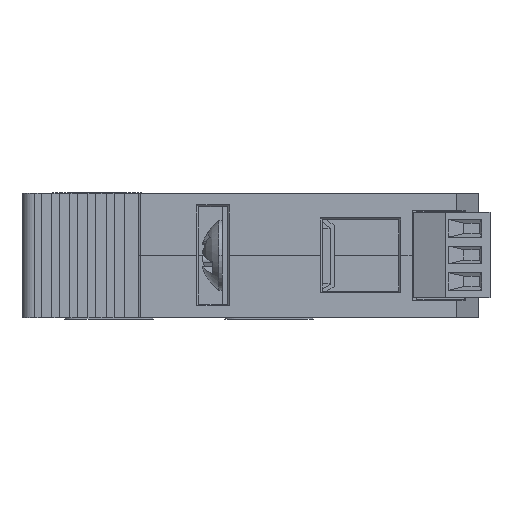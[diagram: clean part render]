
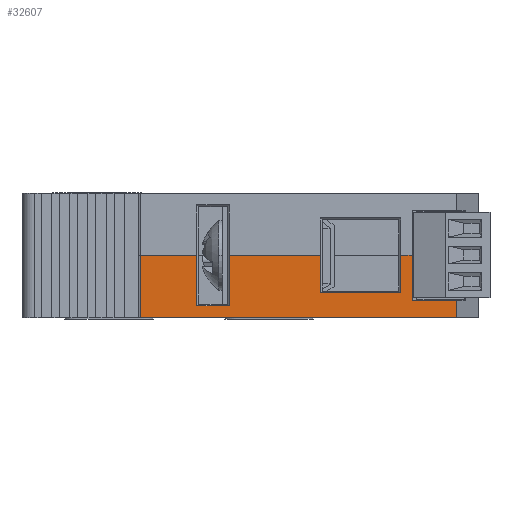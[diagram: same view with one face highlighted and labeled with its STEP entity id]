
A CAD part, left-side view. The second image highlights one B-rep face of the part: STEP entity #32607.
In plain terms, the highlighted planar face has unit normal (-1, 0, 0).
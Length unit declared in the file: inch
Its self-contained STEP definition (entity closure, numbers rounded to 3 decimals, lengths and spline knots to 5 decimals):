
#211 = VECTOR ( 'NONE', #89121, 39.37008 ) ;
#1493 = CARTESIAN_POINT ( 'NONE',  ( -1.76825, 0.6305, 0. ) ) ;
#2998 = VERTEX_POINT ( 'NONE', #1493 ) ;
#3046 = VECTOR ( 'NONE', #82587, 39.37008 ) ;
#5562 = DIRECTION ( 'NONE',  ( 0., 1., 0. ) ) ;
#5915 = VERTEX_POINT ( 'NONE', #85319 ) ;
#6427 = VERTEX_POINT ( 'NONE', #100758 ) ;
#6440 = CARTESIAN_POINT ( 'NONE',  ( -1.76825, 0.961, -0.28525 ) ) ;
#6720 = DIRECTION ( 'NONE',  ( 0., 0., 1. ) ) ;
#8163 = VERTEX_POINT ( 'NONE', #92890 ) ;
#9146 = VECTOR ( 'NONE', #21379, 39.37008 ) ;
#9456 = ORIENTED_EDGE ( 'NONE', *, *, #36427, .T. ) ;
#10348 = EDGE_CURVE ( 'NONE', #63565, #74077, #49731, .T. ) ;
#10423 = CARTESIAN_POINT ( 'NONE',  ( -1.76825, 0.4475, 0. ) ) ;
#14168 = PLANE ( 'NONE',  #56901 ) ;
#16940 = ORIENTED_EDGE ( 'NONE', *, *, #117901, .T. ) ;
#21379 = DIRECTION ( 'NONE',  ( 0., 0., -1. ) ) ;
#25086 = DIRECTION ( 'NONE',  ( 1., 0., 0. ) ) ;
#25516 = CARTESIAN_POINT ( 'NONE',  ( -1.76825, 0.961, 0.35075 ) ) ;
#26457 = CARTESIAN_POINT ( 'NONE',  ( -1.76825, -0.068, 0.35075 ) ) ;
#30768 = EDGE_CURVE ( 'NONE', #95200, #51270, #124617, .T. ) ;
#31312 = VECTOR ( 'NONE', #32309, 39.37008 ) ;
#31437 = VECTOR ( 'NONE', #6720, 39.37008 ) ;
#32309 = DIRECTION ( 'NONE',  ( 0., 0., -1. ) ) ;
#32569 = CARTESIAN_POINT ( 'NONE',  ( -1.76825, 0.951, -0.35075 ) ) ;
#32607 = ADVANCED_FACE ( 'NONE', ( #66682 ), #14168, .F. ) ;
#33514 = DIRECTION ( 'NONE',  ( 0., 0., -1. ) ) ;
#34147 = CARTESIAN_POINT ( 'NONE',  ( -1.76825, 0.951, 0. ) ) ;
#34944 = CARTESIAN_POINT ( 'NONE',  ( -1.76825, 0.6305, 0.35075 ) ) ;
#35582 = LINE ( 'NONE', #46764, #68649 ) ;
#35848 = LINE ( 'NONE', #43400, #113228 ) ;
#36427 = EDGE_CURVE ( 'NONE', #8163, #2998, #70802, .T. ) ;
#39618 = CARTESIAN_POINT ( 'NONE',  ( -1.76825, 0.961, 0. ) ) ;
#39619 = DIRECTION ( 'NONE',  ( 0., -1., 0. ) ) ;
#41152 = VECTOR ( 'NONE', #5562, 39.37008 ) ;
#42745 = CARTESIAN_POINT ( 'NONE',  ( -1.76825, 0.4475, 0.35075 ) ) ;
#43282 = ORIENTED_EDGE ( 'NONE', *, *, #80066, .T. ) ;
#43400 = CARTESIAN_POINT ( 'NONE',  ( -1.76825, -0.586, -0.25225 ) ) ;
#45598 = VECTOR ( 'NONE', #33514, 39.37008 ) ;
#45966 = ORIENTED_EDGE ( 'NONE', *, *, #102234, .T. ) ;
#46584 = EDGE_CURVE ( 'NONE', #5915, #115535, #64060, .T. ) ;
#46764 = CARTESIAN_POINT ( 'NONE',  ( -1.76825, 0.961, -0.2115 ) ) ;
#49457 = CARTESIAN_POINT ( 'NONE',  ( -1.76825, 0.951, 0.35075 ) ) ;
#49731 = LINE ( 'NONE', #113171, #120873 ) ;
#51270 = VERTEX_POINT ( 'NONE', #32569 ) ;
#53337 = ORIENTED_EDGE ( 'NONE', *, *, #97827, .T. ) ;
#53533 = DIRECTION ( 'NONE',  ( 0., 0., -1. ) ) ;
#53770 = LINE ( 'NONE', #98070, #211 ) ;
#56266 = DIRECTION ( 'NONE',  ( 0., 1., 0. ) ) ;
#56332 = DIRECTION ( 'NONE',  ( 0., -1., 0. ) ) ;
#56368 = ORIENTED_EDGE ( 'NONE', *, *, #46584, .F. ) ;
#56502 = LINE ( 'NONE', #73366, #3046 ) ;
#56628 = ORIENTED_EDGE ( 'NONE', *, *, #59990, .T. ) ;
#56874 = DIRECTION ( 'NONE',  ( 0., 1., 0. ) ) ;
#56901 = AXIS2_PLACEMENT_3D ( 'NONE', #25516, #25086, #56266 ) ;
#57904 = VECTOR ( 'NONE', #130601, 39.37008 ) ;
#58833 = EDGE_CURVE ( 'NONE', #100829, #101443, #100612, .T. ) ;
#59990 = EDGE_CURVE ( 'NONE', #78123, #94875, #35582, .T. ) ;
#63565 = VERTEX_POINT ( 'NONE', #123196 ) ;
#64060 = LINE ( 'NONE', #79267, #124388 ) ;
#66682 = FACE_OUTER_BOUND ( 'NONE', #78145, .T. ) ;
#67968 = LINE ( 'NONE', #6440, #41152 ) ;
#68649 = VECTOR ( 'NONE', #56874, 39.37008 ) ;
#70802 = LINE ( 'NONE', #34944, #93189 ) ;
#71421 = ORIENTED_EDGE ( 'NONE', *, *, #128502, .F. ) ;
#71995 = CARTESIAN_POINT ( 'NONE',  ( -1.76825, 0.4475, -0.28525 ) ) ;
#72177 = VERTEX_POINT ( 'NONE', #71995 ) ;
#73366 = CARTESIAN_POINT ( 'NONE',  ( -1.76825, 0.961, -0.35075 ) ) ;
#74077 = VERTEX_POINT ( 'NONE', #123029 ) ;
#76034 = ORIENTED_EDGE ( 'NONE', *, *, #58833, .F. ) ;
#76269 = ORIENTED_EDGE ( 'NONE', *, *, #10348, .F. ) ;
#76722 = CARTESIAN_POINT ( 'NONE',  ( -1.76825, -0.068, -0.2115 ) ) ;
#78123 = VERTEX_POINT ( 'NONE', #105273 ) ;
#78145 = EDGE_LOOP ( 'NONE', ( #71421, #93282, #45966, #53337, #76269, #109036, #56368, #16940, #56628, #119622, #76034, #43282, #122648, #9456 ) ) ;
#79267 = CARTESIAN_POINT ( 'NONE',  ( -1.76825, 0.961, 0. ) ) ;
#79976 = LINE ( 'NONE', #111343, #9146 ) ;
#80066 = EDGE_CURVE ( 'NONE', #100829, #72177, #116629, .T. ) ;
#82348 = EDGE_CURVE ( 'NONE', #72177, #8163, #67968, .T. ) ;
#82587 = DIRECTION ( 'NONE',  ( 0., -1., 0. ) ) ;
#82890 = EDGE_CURVE ( 'NONE', #94875, #101443, #112006, .T. ) ;
#85319 = CARTESIAN_POINT ( 'NONE',  ( -1.76825, -0.5205, 0. ) ) ;
#86469 = DIRECTION ( 'NONE',  ( 0., 0., 1. ) ) ;
#89121 = DIRECTION ( 'NONE',  ( 0., 0., 1. ) ) ;
#92378 = DIRECTION ( 'NONE',  ( 0., -1., 0. ) ) ;
#92890 = CARTESIAN_POINT ( 'NONE',  ( -1.76825, 0.6305, -0.28525 ) ) ;
#93189 = VECTOR ( 'NONE', #86469, 39.37008 ) ;
#93282 = ORIENTED_EDGE ( 'NONE', *, *, #30768, .T. ) ;
#94875 = VERTEX_POINT ( 'NONE', #76722 ) ;
#95200 = VERTEX_POINT ( 'NONE', #34147 ) ;
#97827 = EDGE_CURVE ( 'NONE', #6427, #74077, #53770, .T. ) ;
#98070 = CARTESIAN_POINT ( 'NONE',  ( -1.76825, -0.836, -0.35075 ) ) ;
#100612 = LINE ( 'NONE', #39618, #57904 ) ;
#100758 = CARTESIAN_POINT ( 'NONE',  ( -1.76825, -0.836, -0.35075 ) ) ;
#100829 = VERTEX_POINT ( 'NONE', #10423 ) ;
#101443 = VERTEX_POINT ( 'NONE', #116754 ) ;
#102234 = EDGE_CURVE ( 'NONE', #51270, #6427, #56502, .T. ) ;
#105273 = CARTESIAN_POINT ( 'NONE',  ( -1.76825, -0.5205, -0.2115 ) ) ;
#106909 = LINE ( 'NONE', #126222, #129118 ) ;
#109036 = ORIENTED_EDGE ( 'NONE', *, *, #129958, .F. ) ;
#111343 = CARTESIAN_POINT ( 'NONE',  ( -1.76825, -0.5205, 0.35075 ) ) ;
#112006 = LINE ( 'NONE', #26457, #31437 ) ;
#113171 = CARTESIAN_POINT ( 'NONE',  ( -1.76825, -0.586, -0.25225 ) ) ;
#113228 = VECTOR ( 'NONE', #53533, 39.37008 ) ;
#115535 = VERTEX_POINT ( 'NONE', #123422 ) ;
#116629 = LINE ( 'NONE', #42745, #45598 ) ;
#116754 = CARTESIAN_POINT ( 'NONE',  ( -1.76825, -0.068, 0. ) ) ;
#117901 = EDGE_CURVE ( 'NONE', #5915, #78123, #79976, .T. ) ;
#119622 = ORIENTED_EDGE ( 'NONE', *, *, #82890, .T. ) ;
#120873 = VECTOR ( 'NONE', #92378, 39.37008 ) ;
#122648 = ORIENTED_EDGE ( 'NONE', *, *, #82348, .T. ) ;
#123029 = CARTESIAN_POINT ( 'NONE',  ( -1.76825, -0.836, -0.25225 ) ) ;
#123196 = CARTESIAN_POINT ( 'NONE',  ( -1.76825, -0.586, -0.25225 ) ) ;
#123422 = CARTESIAN_POINT ( 'NONE',  ( -1.76825, -0.586, 0. ) ) ;
#124388 = VECTOR ( 'NONE', #39619, 39.37008 ) ;
#124617 = LINE ( 'NONE', #49457, #31312 ) ;
#126222 = CARTESIAN_POINT ( 'NONE',  ( -1.76825, 0.961, 0. ) ) ;
#128502 = EDGE_CURVE ( 'NONE', #95200, #2998, #106909, .T. ) ;
#129118 = VECTOR ( 'NONE', #56332, 39.37008 ) ;
#129958 = EDGE_CURVE ( 'NONE', #115535, #63565, #35848, .T. ) ;
#130601 = DIRECTION ( 'NONE',  ( 0., -1., 0. ) ) ;
